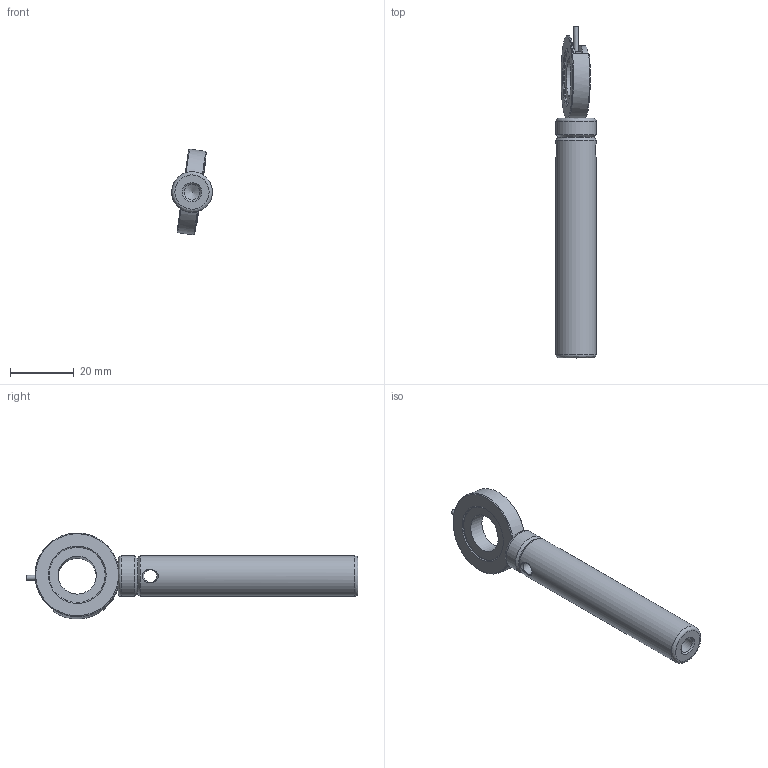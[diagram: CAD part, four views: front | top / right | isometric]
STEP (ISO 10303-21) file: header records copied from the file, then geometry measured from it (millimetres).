
FILE_DESCRIPTION (( 'STEP AP203' ), '1' );
FILE_NAME ('528004.STEP', '2023-10-07T02:39:06', ( 'Windows User' ), ( 'P R C' ), 'SwSTEP 2.0', 'SolidWorks 2020', '' );
FILE_SCHEMA (( 'CONFIG_CONTROL_DESIGN' ));
Length unit declared in the file: millimetre
Products named in the file (1): 528004
Bounding box: 12.7 x 103.85 x 26.83 mm (x, y, z)
Volume: 11004.7 mm3; surface area: 5839.8 mm2
Topology: 4 solids, 4 shells, 65 faces, 147 edges, 93 vertices
Faces by surface type: plane 30, cone 18, cylinder 14, bspline 3
Full cylindrical faces by diameter (mm): 1.5 x1, 3.3 x2, 4 x2, 5 x1, 12 x1, 12.7 x2, 17.5 x1, 19.8 x1
Entity records: 1960 total; most frequent: CARTESIAN_POINT 593, DIRECTION 260, ORIENTED_EDGE 226, EDGE_CURVE 113, AXIS2_PLACEMENT_3D 107, EDGE_LOOP 103, VERTEX_POINT 86, FACE_OUTER_BOUND 79
